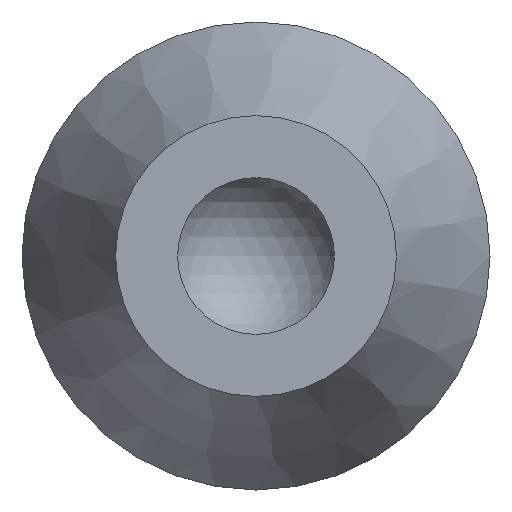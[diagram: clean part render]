
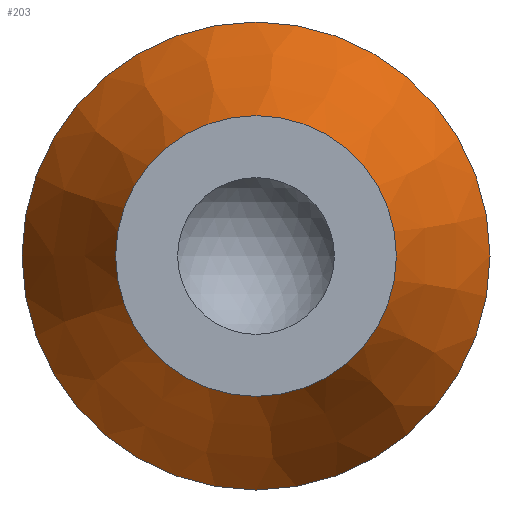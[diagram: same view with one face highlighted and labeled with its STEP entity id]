
A CAD part, left-side view. The second image highlights one B-rep face of the part: STEP entity #203.
In plain terms, the highlighted conical face has half-angle 25 degrees and reference radius 12 mm.
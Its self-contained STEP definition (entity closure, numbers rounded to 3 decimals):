
#35=FACE_OUTER_BOUND('',#49,.T.);
#49=EDGE_LOOP('',(#166,#167,#168,#169,#170));
#63=LINE('',#369,#70);
#70=VECTOR('',#301,12.);
#81=CIRCLE('',#237,15.);
#82=CIRCLE('',#238,15.);
#85=CIRCLE('',#243,9.);
#101=VERTEX_POINT('',#357);
#102=VERTEX_POINT('',#359);
#105=VERTEX_POINT('',#368);
#125=EDGE_CURVE('',#102,#101,#81,.T.);
#126=EDGE_CURVE('',#101,#102,#82,.T.);
#129=EDGE_CURVE('',#102,#105,#63,.T.);
#130=EDGE_CURVE('',#105,#105,#85,.T.);
#166=ORIENTED_EDGE('',*,*,#125,.T.);
#167=ORIENTED_EDGE('',*,*,#126,.T.);
#168=ORIENTED_EDGE('',*,*,#129,.T.);
#169=ORIENTED_EDGE('',*,*,#130,.T.);
#170=ORIENTED_EDGE('',*,*,#129,.F.);
#196=CONICAL_SURFACE('',#242,12.,0.436);
#203=ADVANCED_FACE('',(#35),#196,.T.);
#237=AXIS2_PLACEMENT_3D('',#360,#289,#290);
#238=AXIS2_PLACEMENT_3D('',#361,#291,#292);
#242=AXIS2_PLACEMENT_3D('',#367,#299,#300);
#243=AXIS2_PLACEMENT_3D('',#370,#302,#303);
#289=DIRECTION('center_axis',(-1.,0.,0.));
#290=DIRECTION('ref_axis',(0.,-1.,0.));
#291=DIRECTION('center_axis',(-1.,0.,0.));
#292=DIRECTION('ref_axis',(0.,-1.,0.));
#299=DIRECTION('center_axis',(1.,0.,0.));
#300=DIRECTION('ref_axis',(0.,-1.,0.));
#301=DIRECTION('',(-0.906,-0.423,0.));
#302=DIRECTION('center_axis',(1.,0.,0.));
#303=DIRECTION('ref_axis',(0.,-1.,0.));
#357=CARTESIAN_POINT('',(-21.133,-15.,0.));
#359=CARTESIAN_POINT('',(-21.133,15.,0.));
#360=CARTESIAN_POINT('Origin',(-21.133,0.,0.));
#361=CARTESIAN_POINT('Origin',(-21.133,0.,0.));
#367=CARTESIAN_POINT('Origin',(-27.566,0.,0.));
#368=CARTESIAN_POINT('',(-34.,9.,0.));
#369=CARTESIAN_POINT('',(-27.566,12.,0.));
#370=CARTESIAN_POINT('Origin',(-34.,0.,0.));
